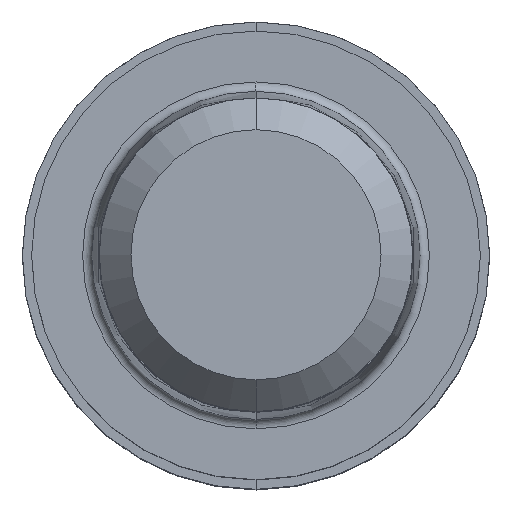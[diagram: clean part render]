
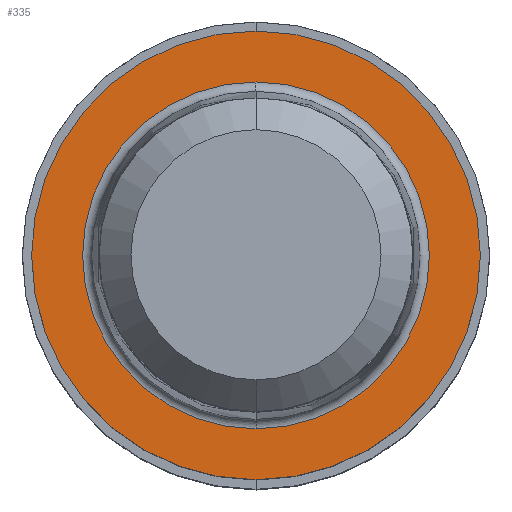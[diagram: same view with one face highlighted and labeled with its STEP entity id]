
A CAD part, top view. The second image highlights one B-rep face of the part: STEP entity #335.
In plain terms, the highlighted planar face has unit normal (0, 0, 1).
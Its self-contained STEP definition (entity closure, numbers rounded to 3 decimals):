
#199=EDGE_CURVE('',#445,#373,#520,.T.);
#229=EDGE_CURVE('',#373,#445,#553,.T.);
#257=VERTEX_POINT('',#583);
#263=EDGE_CURVE('',#349,#257,#589,.T.);
#335=ADVANCED_FACE('',(#675,#676),#677,.T.);
#349=VERTEX_POINT('',#691);
#373=VERTEX_POINT('',#718);
#429=EDGE_CURVE('',#257,#349,#780,.T.);
#445=VERTEX_POINT('',#798);
#520=CIRCLE('',#883,9.275);
#553=CIRCLE('',#928,9.275);
#583=CARTESIAN_POINT('',(0.,-12.0,0.01));
#589=CIRCLE('',#981,12.0);
#675=FACE_OUTER_BOUND('',#1077,.T.);
#676=FACE_BOUND('',#1078,.T.);
#677=PLANE('',#1079);
#691=CARTESIAN_POINT('',(0.0,12.0,0.01));
#718=CARTESIAN_POINT('',(0.0,9.275,0.01));
#780=CIRCLE('',#1210,12.0);
#798=CARTESIAN_POINT('',(0.,-9.275,0.01));
#883=AXIS2_PLACEMENT_3D('',#1315,#1316,#1317);
#928=AXIS2_PLACEMENT_3D('',#1360,#1361,#1362);
#981=AXIS2_PLACEMENT_3D('',#1402,#1403,#1404);
#1077=EDGE_LOOP('',(#1514,#1515));
#1078=EDGE_LOOP('',(#1516,#1517));
#1079=AXIS2_PLACEMENT_3D('',#1518,#1519,#1520);
#1210=AXIS2_PLACEMENT_3D('',#1632,#1633,#1634);
#1315=CARTESIAN_POINT('',(0.0,0.0,0.01));
#1316=DIRECTION('',(0.0,0.0,-1.0));
#1317=DIRECTION('',(0.0,1.0,0.0));
#1360=CARTESIAN_POINT('',(0.0,0.0,0.01));
#1361=DIRECTION('',(0.0,0.0,-1.0));
#1362=DIRECTION('',(0.0,1.0,0.0));
#1402=CARTESIAN_POINT('',(0.0,0.0,0.01));
#1403=DIRECTION('',(0.0,0.0,-1.0));
#1404=DIRECTION('',(0.0,1.0,0.0));
#1514=ORIENTED_EDGE('',*,*,#263,.F.);
#1515=ORIENTED_EDGE('',*,*,#429,.F.);
#1516=ORIENTED_EDGE('',*,*,#229,.T.);
#1517=ORIENTED_EDGE('',*,*,#199,.T.);
#1518=CARTESIAN_POINT('',(0.0,6.0,0.01));
#1519=DIRECTION('',(-0.0,0.0,1.0));
#1520=DIRECTION('',(0.0,-1.0,0.0));
#1632=CARTESIAN_POINT('',(0.0,0.0,0.01));
#1633=DIRECTION('',(0.0,0.0,-1.0));
#1634=DIRECTION('',(0.0,1.0,0.0));
